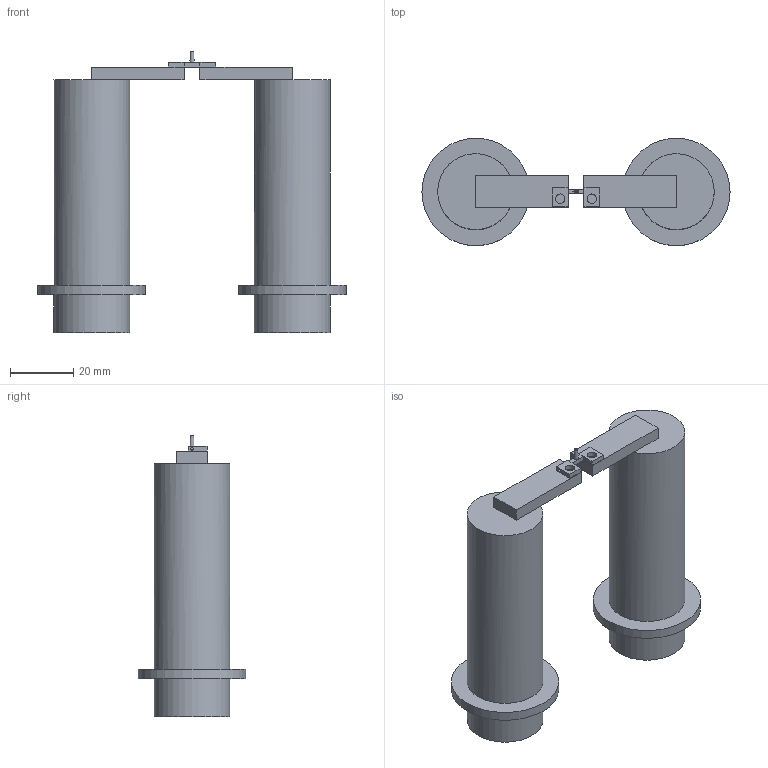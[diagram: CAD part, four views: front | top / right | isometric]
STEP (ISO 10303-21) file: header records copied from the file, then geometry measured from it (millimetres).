
FILE_DESCRIPTION(('FreeCAD Model'),'2;1');
FILE_NAME('bowtie_v3.step', '2018-06-07T01:56:24',('Author'),(''), 'Open CASCADE STEP processor 7.1','FreeCAD','Unknown');
FILE_SCHEMA(('AUTOMOTIVE_DESIGN { 1 0 10303 214 1 1 1 1 }'));
Length unit declared in the file: millimetre
Products named in the file (2): BowTie; Fusion057
Bounding box: 97.5 x 34 x 89 mm (x, y, z)
Volume: 77530.1 mm3; surface area: 17479.7 mm2
Topology: 3 solids, 3 shells, 53 faces, 108 edges, 68 vertices
Faces by surface type: plane 41, cylinder 11, cone 1
Full cylindrical faces by diameter (mm): 0.4 x1, 0.8 x2, 3 x2, 24 x4, 34 x2
Entity records: 3386 total; most frequent: CARTESIAN_POINT 659, DIRECTION 456, LINE 267, VECTOR 267, ORIENTED_EDGE 216, PCURVE 216, DEFINITIONAL_REPRESENTATION 216, EDGE_CURVE 108
